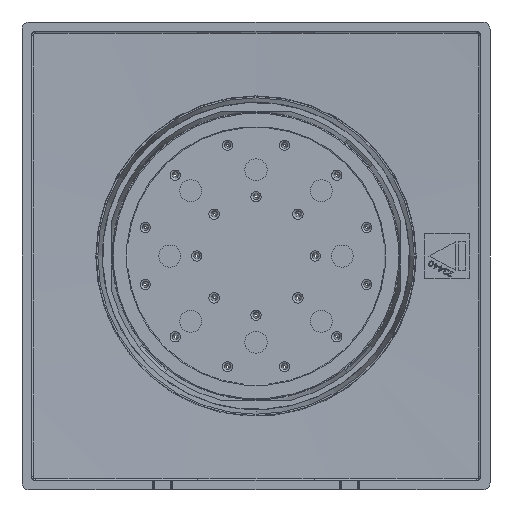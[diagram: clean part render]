
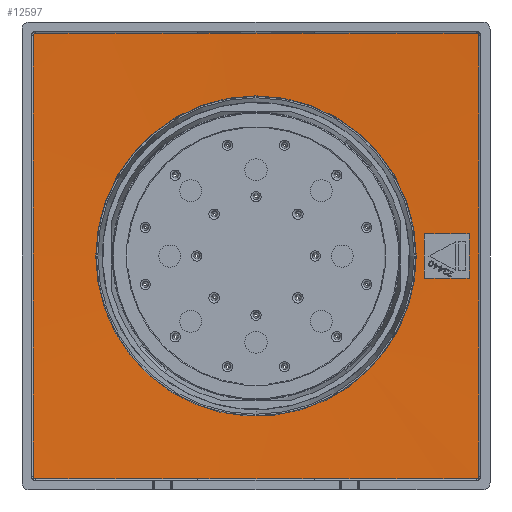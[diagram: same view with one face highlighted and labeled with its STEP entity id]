
A CAD part, top view. The second image highlights one B-rep face of the part: STEP entity #12597.
In plain terms, the highlighted spherical face has radius 1997.5 mm.
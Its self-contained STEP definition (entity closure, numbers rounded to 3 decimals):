
#138=SPHERICAL_SURFACE('',#13872,1997.5);
#362=CIRCLE('',#13191,1996.03);
#369=CIRCLE('',#13204,1996.03);
#372=CIRCLE('',#13317,1996.03);
#373=CIRCLE('',#13319,1996.03);
#699=CIRCLE('',#13849,1997.491);
#701=CIRCLE('',#13852,1996.695);
#703=CIRCLE('',#13855,1997.491);
#705=CIRCLE('',#13858,1996.998);
#712=CIRCLE('',#13873,42.621);
#1509=B_SPLINE_CURVE_WITH_KNOTS('',3,(#40660,#40661,#40662,#40663,#40664,
#40665,#40666,#40667,#40668,#40669,#40670,#40671,#40672),.UNSPECIFIED.,
 .F.,.F.,(4,1,1,1,1,1,1,1,1,1,4),(0.,0.1,0.2,0.3,0.4,0.5,0.6,0.7,0.8,0.9,
1.),.UNSPECIFIED.);
#1511=B_SPLINE_CURVE_WITH_KNOTS('',3,(#40746,#40747,#40748,#40749,#40750,
#40751,#40752,#40753,#40754,#40755,#40756,#40757,#40758),.UNSPECIFIED.,
 .F.,.F.,(4,1,1,1,1,1,1,1,1,1,4),(0.,0.1,0.2,0.3,0.4,0.5,0.6,0.7,0.8,0.9,
1.),.UNSPECIFIED.);
#1513=B_SPLINE_CURVE_WITH_KNOTS('',3,(#40844,#40845,#40846,#40847,#40848,
#40849,#40850,#40851,#40852,#40853,#40854,#40855,#40856),.UNSPECIFIED.,
 .F.,.F.,(4,1,1,1,1,1,1,1,1,1,4),(0.,0.1,0.2,0.3,0.4,0.5,0.6,0.7,0.8,0.9,
1.),.UNSPECIFIED.);
#1522=B_SPLINE_CURVE_WITH_KNOTS('',3,(#41601,#41602,#41603,#41604,#41605,
#41606,#41607,#41608,#41609,#41610,#41611,#41612,#41613),.UNSPECIFIED.,
 .F.,.F.,(4,1,1,1,1,1,1,1,1,1,4),(0.,0.1,0.2,0.3,0.4,0.5,0.6,0.7,0.8,0.9,
1.),.UNSPECIFIED.);
#5903=ORIENTED_EDGE('',*,*,#7197,.T.);
#5904=ORIENTED_EDGE('',*,*,#6952,.T.);
#5905=ORIENTED_EDGE('',*,*,#6962,.T.);
#5906=ORIENTED_EDGE('',*,*,#6964,.T.);
#5907=ORIENTED_EDGE('',*,*,#7196,.T.);
#5908=ORIENTED_EDGE('',*,*,#6946,.T.);
#5909=ORIENTED_EDGE('',*,*,#6944,.T.);
#5910=ORIENTED_EDGE('',*,*,#7296,.T.);
#5911=ORIENTED_EDGE('',*,*,#7789,.F.);
#5912=ORIENTED_EDGE('',*,*,#7786,.F.);
#5913=ORIENTED_EDGE('',*,*,#7783,.F.);
#5914=ORIENTED_EDGE('',*,*,#7791,.F.);
#5915=ORIENTED_EDGE('',*,*,#7801,.F.);
#6944=EDGE_CURVE('',#8423,#8422,#362,.T.);
#6946=EDGE_CURVE('',#8424,#8423,#1509,.T.);
#6952=EDGE_CURVE('',#8429,#8428,#1511,.T.);
#6962=EDGE_CURVE('',#8428,#8435,#369,.T.);
#6964=EDGE_CURVE('',#8435,#8437,#1513,.T.);
#7196=EDGE_CURVE('',#8437,#8424,#372,.T.);
#7197=EDGE_CURVE('',#8574,#8429,#373,.T.);
#7296=EDGE_CURVE('',#8422,#8574,#1522,.T.);
#7783=EDGE_CURVE('',#8954,#8952,#699,.T.);
#7786=EDGE_CURVE('',#8952,#8956,#701,.T.);
#7789=EDGE_CURVE('',#8956,#8958,#703,.T.);
#7791=EDGE_CURVE('',#8958,#8954,#705,.T.);
#7801=EDGE_CURVE('',#8965,#8965,#712,.T.);
#8422=VERTEX_POINT('',#40600);
#8423=VERTEX_POINT('',#40602);
#8424=VERTEX_POINT('',#40673);
#8428=VERTEX_POINT('',#40745);
#8429=VERTEX_POINT('',#40759);
#8435=VERTEX_POINT('',#40783);
#8437=VERTEX_POINT('',#40843);
#8574=VERTEX_POINT('',#41339);
#8952=VERTEX_POINT('',#42583);
#8954=VERTEX_POINT('',#42587);
#8956=VERTEX_POINT('',#42592);
#8958=VERTEX_POINT('',#42598);
#8965=VERTEX_POINT('',#42628);
#9930=EDGE_LOOP('',(#5903,#5904,#5905,#5906,#5907,#5908,#5909,#5910));
#9931=EDGE_LOOP('',(#5911,#5912,#5913,#5914));
#9932=EDGE_LOOP('',(#5915));
#10866=FACE_BOUND('',#9930,.T.);
#10867=FACE_BOUND('',#9931,.T.);
#10868=FACE_BOUND('',#9932,.T.);
#12597=ADVANCED_FACE('',(#10866,#10867,#10868),#138,.F.);
#13191=AXIS2_PLACEMENT_3D('',#40601,#15176,#15177);
#13204=AXIS2_PLACEMENT_3D('',#40784,#15207,#15208);
#13317=AXIS2_PLACEMENT_3D('',#41336,#15642,#15643);
#13319=AXIS2_PLACEMENT_3D('',#41338,#15646,#15647);
#13849=AXIS2_PLACEMENT_3D('',#42588,#16961,#16962);
#13852=AXIS2_PLACEMENT_3D('',#42594,#16968,#16969);
#13855=AXIS2_PLACEMENT_3D('',#42600,#16975,#16976);
#13858=AXIS2_PLACEMENT_3D('',#42603,#16981,#16982);
#13872=AXIS2_PLACEMENT_3D('',#42626,#17012,#17013);
#13873=AXIS2_PLACEMENT_3D('',#42627,#17014,#17015);
#15176=DIRECTION('',(-1.,0.,0.009));
#15177=DIRECTION('',(0.009,-0.029,1.));
#15207=DIRECTION('',(1.,0.,0.009));
#15208=DIRECTION('',(-0.009,0.029,1.));
#15642=DIRECTION('',(0.,-1.,0.009));
#15643=DIRECTION('',(0.,0.009,1.));
#15646=DIRECTION('',(0.,1.,0.009));
#15647=DIRECTION('',(-0.029,-0.009,1.));
#16961=DIRECTION('',(0.,-1.,0.));
#16962=DIRECTION('',(-0.022,0.,1.));
#16968=DIRECTION('',(-1.,0.,0.));
#16969=DIRECTION('',(0.,-0.003,1.));
#16975=DIRECTION('',(0.,1.,0.));
#16976=DIRECTION('',(-0.028,0.,1.));
#16981=DIRECTION('',(1.,0.,0.));
#16982=DIRECTION('',(0.,0.003,1.));
#17012=DIRECTION('',(0.,0.,-1.));
#17013=DIRECTION('',(0.,-1.,0.));
#17014=DIRECTION('',(0.,0.,-1.));
#17015=DIRECTION('',(-1.,0.,0.));
#40600=CARTESIAN_POINT('',(-59.214,58.713,6.369));
#40601=CARTESIAN_POINT('',(-76.624,0.,-1988.721));
#40602=CARTESIAN_POINT('',(-59.214,-58.713,6.369));
#40660=CARTESIAN_POINT('',(-58.713,-59.214,6.369));
#40661=CARTESIAN_POINT('',(-58.734,-59.214,6.368));
#40662=CARTESIAN_POINT('',(-58.775,-59.211,6.367));
#40663=CARTESIAN_POINT('',(-58.835,-59.2,6.366));
#40664=CARTESIAN_POINT('',(-58.897,-59.18,6.364));
#40665=CARTESIAN_POINT('',(-58.959,-59.151,6.363));
#40666=CARTESIAN_POINT('',(-59.021,-59.11,6.363));
#40667=CARTESIAN_POINT('',(-59.082,-59.056,6.363));
#40668=CARTESIAN_POINT('',(-59.137,-58.985,6.363));
#40669=CARTESIAN_POINT('',(-59.18,-58.902,6.364));
#40670=CARTESIAN_POINT('',(-59.208,-58.809,6.366));
#40671=CARTESIAN_POINT('',(-59.214,-58.746,6.368));
#40672=CARTESIAN_POINT('',(-59.214,-58.713,6.369));
#40673=CARTESIAN_POINT('',(-58.713,-59.214,6.369));
#40745=CARTESIAN_POINT('',(59.214,58.713,6.369));
#40746=CARTESIAN_POINT('',(58.713,59.214,6.369));
#40747=CARTESIAN_POINT('',(58.734,59.214,6.368));
#40748=CARTESIAN_POINT('',(58.775,59.211,6.367));
#40749=CARTESIAN_POINT('',(58.835,59.2,6.366));
#40750=CARTESIAN_POINT('',(58.897,59.18,6.364));
#40751=CARTESIAN_POINT('',(58.959,59.151,6.363));
#40752=CARTESIAN_POINT('',(59.021,59.11,6.363));
#40753=CARTESIAN_POINT('',(59.082,59.056,6.363));
#40754=CARTESIAN_POINT('',(59.137,58.985,6.363));
#40755=CARTESIAN_POINT('',(59.18,58.902,6.364));
#40756=CARTESIAN_POINT('',(59.208,58.809,6.366));
#40757=CARTESIAN_POINT('',(59.214,58.746,6.368));
#40758=CARTESIAN_POINT('',(59.214,58.713,6.369));
#40759=CARTESIAN_POINT('',(58.713,59.214,6.369));
#40783=CARTESIAN_POINT('',(59.214,-58.713,6.369));
#40784=CARTESIAN_POINT('',(76.624,0.,-1988.721));
#40843=CARTESIAN_POINT('',(58.713,-59.214,6.369));
#40844=CARTESIAN_POINT('',(59.214,-58.713,6.369));
#40845=CARTESIAN_POINT('',(59.214,-58.734,6.368));
#40846=CARTESIAN_POINT('',(59.211,-58.775,6.367));
#40847=CARTESIAN_POINT('',(59.2,-58.835,6.366));
#40848=CARTESIAN_POINT('',(59.18,-58.897,6.364));
#40849=CARTESIAN_POINT('',(59.151,-58.959,6.363));
#40850=CARTESIAN_POINT('',(59.11,-59.021,6.363));
#40851=CARTESIAN_POINT('',(59.056,-59.082,6.363));
#40852=CARTESIAN_POINT('',(58.985,-59.137,6.363));
#40853=CARTESIAN_POINT('',(58.902,-59.18,6.364));
#40854=CARTESIAN_POINT('',(58.809,-59.208,6.366));
#40855=CARTESIAN_POINT('',(58.746,-59.214,6.368));
#40856=CARTESIAN_POINT('',(58.713,-59.214,6.369));
#41336=CARTESIAN_POINT('',(0.,-76.624,-1988.721));
#41338=CARTESIAN_POINT('',(0.,76.624,-1988.721));
#41339=CARTESIAN_POINT('',(-58.713,59.214,6.369));
#41601=CARTESIAN_POINT('',(-59.214,58.713,6.369));
#41602=CARTESIAN_POINT('',(-59.214,58.734,6.368));
#41603=CARTESIAN_POINT('',(-59.211,58.775,6.367));
#41604=CARTESIAN_POINT('',(-59.2,58.835,6.366));
#41605=CARTESIAN_POINT('',(-59.18,58.897,6.364));
#41606=CARTESIAN_POINT('',(-59.151,58.959,6.363));
#41607=CARTESIAN_POINT('',(-59.11,59.021,6.363));
#41608=CARTESIAN_POINT('',(-59.056,59.082,6.363));
#41609=CARTESIAN_POINT('',(-58.985,59.137,6.363));
#41610=CARTESIAN_POINT('',(-58.902,59.18,6.364));
#41611=CARTESIAN_POINT('',(-58.809,59.208,6.366));
#41612=CARTESIAN_POINT('',(-58.746,59.214,6.368));
#41613=CARTESIAN_POINT('',(-58.713,59.214,6.369));
#42583=CARTESIAN_POINT('',(-56.716,-5.97,7.296));
#42587=CARTESIAN_POINT('',(-44.776,-5.97,7.599));
#42588=CARTESIAN_POINT('',(0.,-5.97,-1989.39));
#42592=CARTESIAN_POINT('',(-56.716,5.97,7.296));
#42594=CARTESIAN_POINT('',(-56.716,0.,-1989.39));
#42598=CARTESIAN_POINT('',(-44.776,5.97,7.599));
#42600=CARTESIAN_POINT('',(0.,5.97,-1989.39));
#42603=CARTESIAN_POINT('',(-44.776,0.,-1989.39));
#42626=CARTESIAN_POINT('',(0.,0.,-1989.39));
#42627=CARTESIAN_POINT('',(0.,0.,7.655));
#42628=CARTESIAN_POINT('',(-42.621,0.,7.655));
